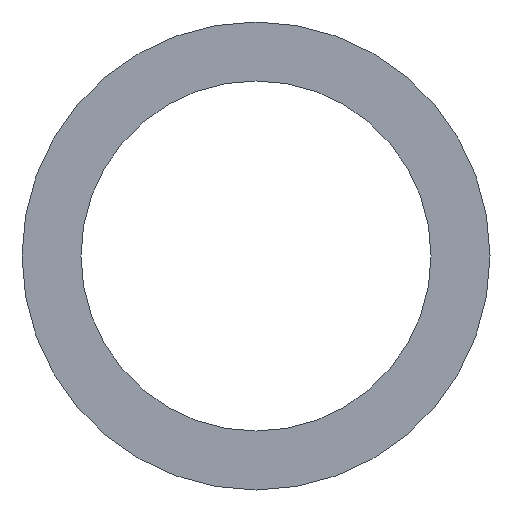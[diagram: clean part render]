
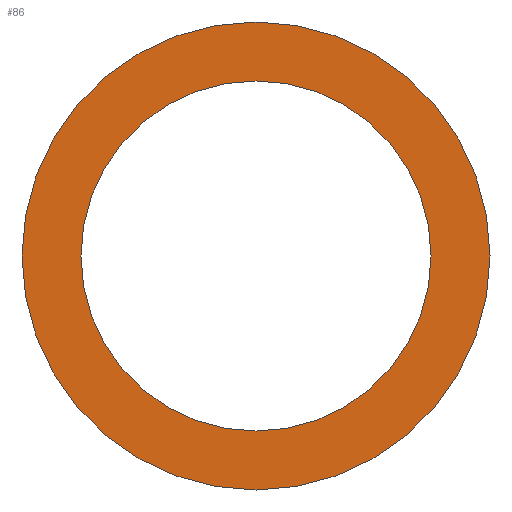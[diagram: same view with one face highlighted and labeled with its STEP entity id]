
A CAD part, left-side view. The second image highlights one B-rep face of the part: STEP entity #86.
In plain terms, the highlighted planar face has unit normal (-1, 0, 0).
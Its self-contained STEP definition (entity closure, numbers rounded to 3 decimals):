
#86 = ADVANCED_FACE( '', ( #200, #201 ), #202, .T. );
#102 = EDGE_CURVE( '', #156, #154, #222, .T. );
#108 = EDGE_CURVE( '', #118, #162, #229, .T. );
#118 = VERTEX_POINT( '', #239 );
#124 = EDGE_CURVE( '', #162, #118, #245, .T. );
#130 = EDGE_CURVE( '', #154, #156, #251, .T. );
#154 = VERTEX_POINT( '', #277 );
#156 = VERTEX_POINT( '', #279 );
#162 = VERTEX_POINT( '', #285 );
#200 = FACE_BOUND( '', #319, .T. );
#201 = FACE_OUTER_BOUND( '', #320, .T. );
#202 = PLANE( '', #321 );
#222 = CIRCLE( '', #346, 79.3 );
#229 = CIRCLE( '', #355, 106. );
#239 = CARTESIAN_POINT( '', ( -92., -106., 0. ) );
#245 = CIRCLE( '', #376, 106. );
#251 = CIRCLE( '', #386, 79.3 );
#277 = CARTESIAN_POINT( '', ( -92., 79.3, 0. ) );
#279 = CARTESIAN_POINT( '', ( -92., -79.3, 0. ) );
#285 = CARTESIAN_POINT( '', ( -92., 106., 0. ) );
#319 = EDGE_LOOP( '', ( #460, #461 ) );
#320 = EDGE_LOOP( '', ( #462, #463 ) );
#321 = AXIS2_PLACEMENT_3D( '', #464, #465, #466 );
#346 = AXIS2_PLACEMENT_3D( '', #493, #494, #495 );
#355 = AXIS2_PLACEMENT_3D( '', #507, #508, #509 );
#376 = AXIS2_PLACEMENT_3D( '', #517, #518, #519 );
#386 = AXIS2_PLACEMENT_3D( '', #524, #525, #526 );
#460 = ORIENTED_EDGE( '', *, *, #130, .F. );
#461 = ORIENTED_EDGE( '', *, *, #102, .F. );
#462 = ORIENTED_EDGE( '', *, *, #124, .T. );
#463 = ORIENTED_EDGE( '', *, *, #108, .T. );
#464 = CARTESIAN_POINT( '', ( -92., 92.65, 0. ) );
#465 = DIRECTION( '', ( -1., 0., 0. ) );
#466 = DIRECTION( '', ( 0., 1., 0. ) );
#493 = CARTESIAN_POINT( '', ( -92., 0., 0. ) );
#494 = DIRECTION( '', ( -1., 0., 0. ) );
#495 = DIRECTION( '', ( 0., 1., 0. ) );
#507 = CARTESIAN_POINT( '', ( -92., 0., 0. ) );
#508 = DIRECTION( '', ( -1., 0., 0. ) );
#509 = DIRECTION( '', ( 0., 1., 0. ) );
#517 = CARTESIAN_POINT( '', ( -92., 0., 0. ) );
#518 = DIRECTION( '', ( -1., 0., 0. ) );
#519 = DIRECTION( '', ( 0., 1., 0. ) );
#524 = CARTESIAN_POINT( '', ( -92., 0., 0. ) );
#525 = DIRECTION( '', ( -1., 0., 0. ) );
#526 = DIRECTION( '', ( 0., 1., 0. ) );
